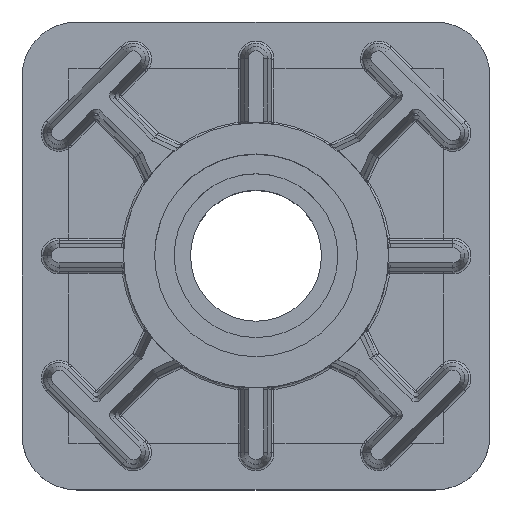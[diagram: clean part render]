
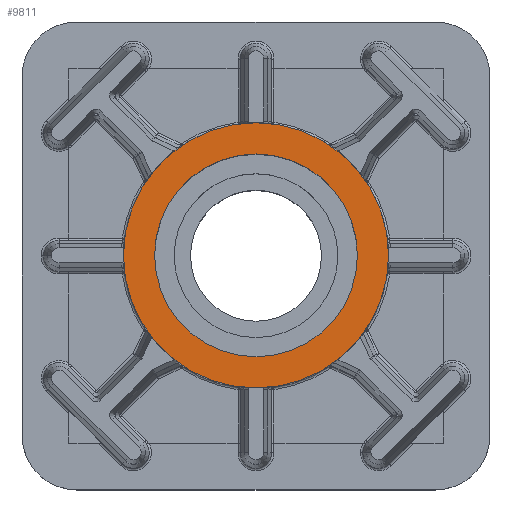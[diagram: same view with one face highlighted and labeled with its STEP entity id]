
A CAD part, top view. The second image highlights one B-rep face of the part: STEP entity #9811.
In plain terms, the highlighted planar face has unit normal (0, 0, 1).
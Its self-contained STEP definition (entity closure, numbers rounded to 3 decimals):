
#706 = DIRECTION ( 'NONE',  ( 1., 0., 0. ) ) ;
#786 = ORIENTED_EDGE ( 'NONE', *, *, #13961, .F. ) ;
#959 = AXIS2_PLACEMENT_3D ( 'NONE', #13598, #6240, #14858 ) ;
#1066 = DIRECTION ( 'NONE',  ( 1., 0., 0. ) ) ;
#1456 = CIRCLE ( 'NONE', #11679, 17. ) ;
#1576 = EDGE_LOOP ( 'NONE', ( #786, #7622 ) ) ;
#1887 = CIRCLE ( 'NONE', #959, 13. ) ;
#2610 = FACE_OUTER_BOUND ( 'NONE', #6308, .T. ) ;
#3215 = AXIS2_PLACEMENT_3D ( 'NONE', #15404, #7984, #706 ) ;
#3574 = EDGE_CURVE ( 'NONE', #14983, #13044, #9330, .T. ) ;
#3970 = PLANE ( 'NONE',  #12244 ) ;
#4049 = ORIENTED_EDGE ( 'NONE', *, *, #3574, .T. ) ;
#4283 = ORIENTED_EDGE ( 'NONE', *, *, #10268, .T. ) ;
#4483 = CARTESIAN_POINT ( 'NONE',  ( 13., 0., 55. ) ) ;
#5199 = DIRECTION ( 'NONE',  ( 1., 0., 0. ) ) ;
#5245 = CARTESIAN_POINT ( 'NONE',  ( 17., 0., 55. ) ) ;
#5530 = EDGE_CURVE ( 'NONE', #8971, #11856, #1887, .T. ) ;
#5902 = AXIS2_PLACEMENT_3D ( 'NONE', #6142, #14743, #7348 ) ;
#6142 = CARTESIAN_POINT ( 'NONE',  ( 0., 0., 55. ) ) ;
#6240 = DIRECTION ( 'NONE',  ( 0., 0., 1. ) ) ;
#6308 = EDGE_LOOP ( 'NONE', ( #4283, #4049 ) ) ;
#7348 = DIRECTION ( 'NONE',  ( 1., 0., 0. ) ) ;
#7622 = ORIENTED_EDGE ( 'NONE', *, *, #5530, .F. ) ;
#7984 = DIRECTION ( 'NONE',  ( 0., 0., 1. ) ) ;
#8337 = DIRECTION ( 'NONE',  ( 0., 0., 1. ) ) ;
#8971 = VERTEX_POINT ( 'NONE', #4483 ) ;
#9085 = FACE_BOUND ( 'NONE', #1576, .T. ) ;
#9330 = CIRCLE ( 'NONE', #3215, 17. ) ;
#9415 = CARTESIAN_POINT ( 'NONE',  ( -13., 0., 55. ) ) ;
#9811 = ADVANCED_FACE ( 'NONE', ( #9085, #2610 ), #3970, .T. ) ;
#10201 = CIRCLE ( 'NONE', #5902, 13. ) ;
#10268 = EDGE_CURVE ( 'NONE', #13044, #14983, #1456, .T. ) ;
#11679 = AXIS2_PLACEMENT_3D ( 'NONE', #15749, #8337, #1066 ) ;
#11856 = VERTEX_POINT ( 'NONE', #9415 ) ;
#11943 = CARTESIAN_POINT ( 'NONE',  ( -17., 0., 55. ) ) ;
#12244 = AXIS2_PLACEMENT_3D ( 'NONE', #13745, #12566, #5199 ) ;
#12566 = DIRECTION ( 'NONE',  ( 0., 0., 1. ) ) ;
#13044 = VERTEX_POINT ( 'NONE', #11943 ) ;
#13598 = CARTESIAN_POINT ( 'NONE',  ( 0., 0., 55. ) ) ;
#13745 = CARTESIAN_POINT ( 'NONE',  ( 0., 0., 55. ) ) ;
#13961 = EDGE_CURVE ( 'NONE', #11856, #8971, #10201, .T. ) ;
#14743 = DIRECTION ( 'NONE',  ( 0., 0., 1. ) ) ;
#14858 = DIRECTION ( 'NONE',  ( 1., 0., 0. ) ) ;
#14983 = VERTEX_POINT ( 'NONE', #5245 ) ;
#15404 = CARTESIAN_POINT ( 'NONE',  ( 0., 0., 55. ) ) ;
#15749 = CARTESIAN_POINT ( 'NONE',  ( 0., 0., 55. ) ) ;
